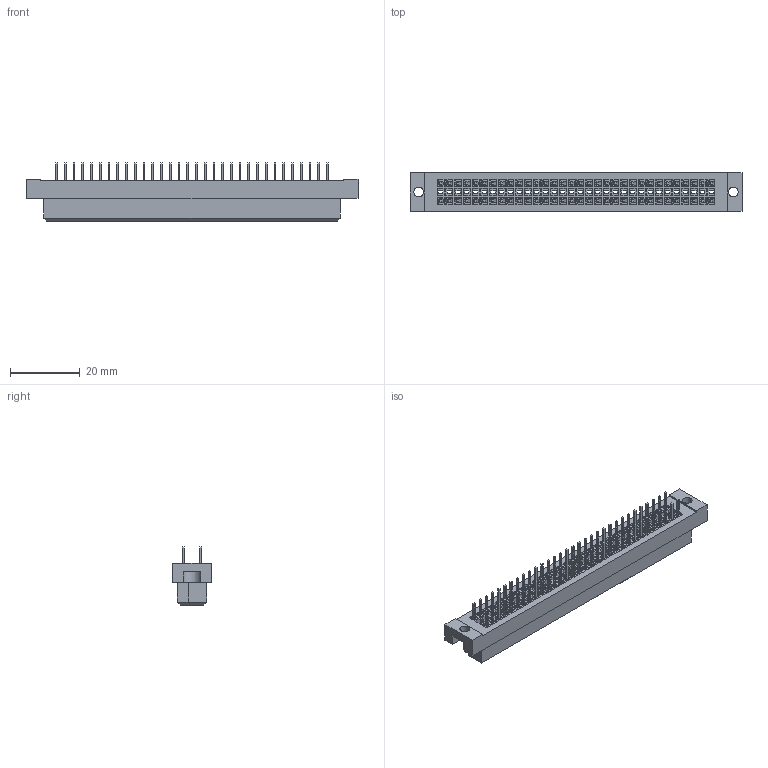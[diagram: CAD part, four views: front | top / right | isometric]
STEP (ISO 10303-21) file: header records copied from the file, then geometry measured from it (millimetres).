
FILE_DESCRIPTION(('FreeCAD Model'),'2;1');
FILE_NAME('Open CASCADE Shape Model','2026-01-28T21:25:53',(''),(''), 'Open CASCADE STEP processor 7.6','FreeCAD','Unknown');
FILE_SCHEMA(('AUTOMOTIVE_DESIGN_CC2 { 1 2 10303 214 -1 1 5 4 }'));
Length unit declared in the file: millimetre
Products named in the file (3): СНП59-96 Розетка001; СНП59-96 Розетка; СНП59-96 Контакт DCคͰеDȄΠи
Assembly tree (65 placements, depth 2):
  СНП59-96 Розетка001
    СНП59-96 Розетка
    СНП59-96 Контакт DCคͰеDȄΠи  x64
Bounding box: 95 x 11.1 x 16.61 mm (x, y, z)
Volume: 6588.8 mm3; surface area: 19541.4 mm2
Topology: 65 solids, 65 shells, 8196 faces, 19293 edges, 11324 vertices
Faces by surface type: plane 6656, cylinder 1540
Full cylindrical faces by diameter (mm): 2.8 x2
Entity records: 41227 total; most frequent: CARTESIAN_POINT 7003, ORIENTED_EDGE 6834, DIRECTION 6389, EDGE_CURVE 3417, LINE 3357, VECTOR 3357, VERTEX_POINT 2126, FACE_BOUND 1685
